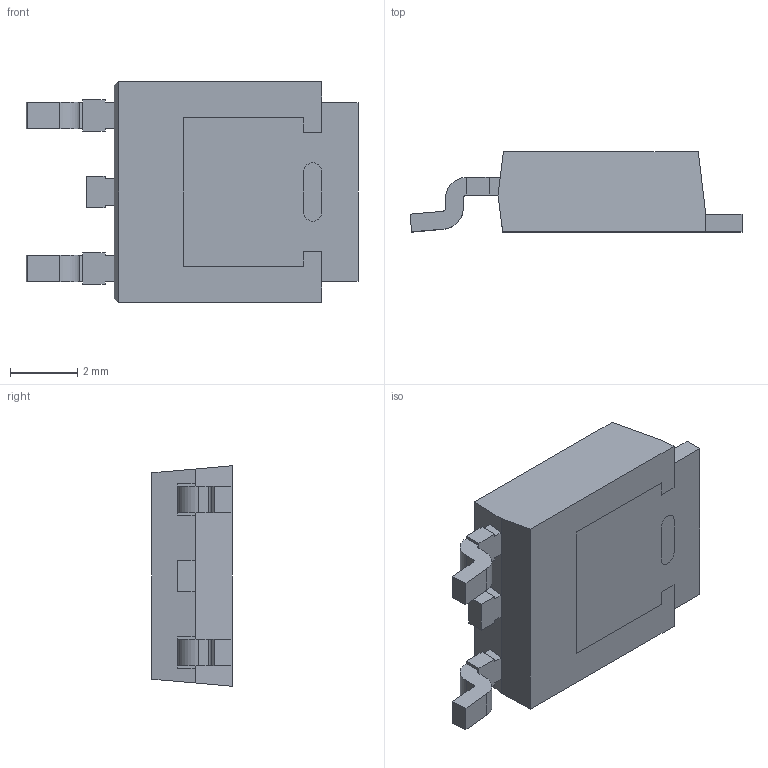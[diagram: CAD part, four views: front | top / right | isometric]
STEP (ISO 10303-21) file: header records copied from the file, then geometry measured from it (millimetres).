
FILE_DESCRIPTION (( 'STEP AP214' ), '1' );
FILE_NAME ('DMN3010LK3-13.STEP', '2023-12-15T23:23:11', ( '' ), ( '' ), 'SwSTEP 2.0', 'SolidWorks 2021', '' );
FILE_SCHEMA (( 'AUTOMOTIVE_DESIGN' ));
Length unit declared in the file: millimetre
Products named in the file (1): DMN3010LK3-13
Bounding box: 9.91 x 2.39 x 6.58 mm (x, y, z)
Volume: 98.3 mm3; surface area: 226.2 mm2
Topology: 5 solids, 5 shells, 96 faces, 246 edges, 160 vertices
Faces by surface type: plane 82, cylinder 14
Entity records: 2936 total; most frequent: CARTESIAN_POINT 503, ORIENTED_EDGE 492, DIRECTION 468, EDGE_CURVE 246, VECTOR 218, LINE 218, VERTEX_POINT 160, AXIS2_PLACEMENT_3D 125
